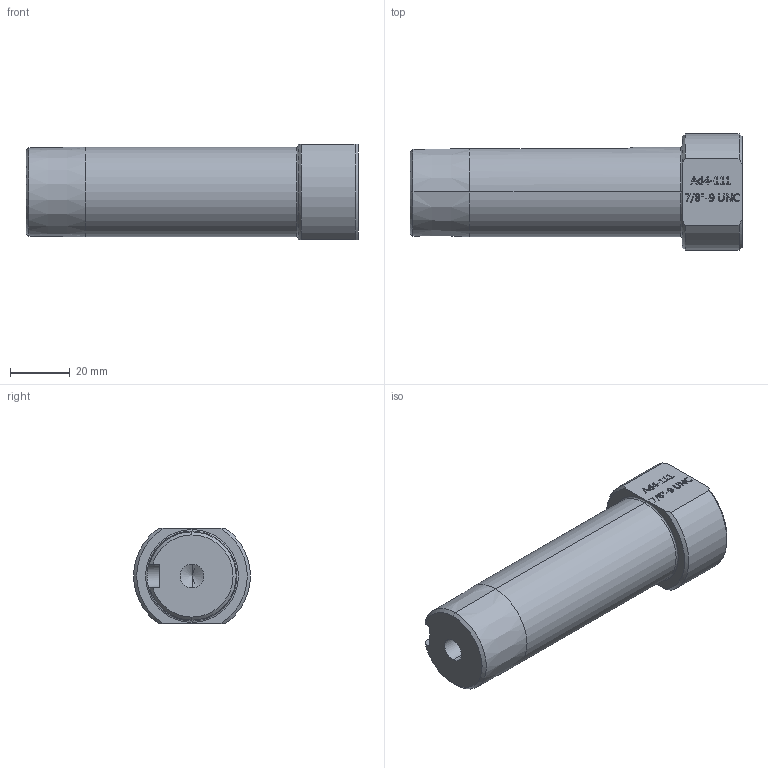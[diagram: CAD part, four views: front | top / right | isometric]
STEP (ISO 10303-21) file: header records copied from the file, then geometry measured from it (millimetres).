
FILE_DESCRIPTION (( 'STEP AP203' ), '1' );
FILE_NAME ('Ad4-111 V2-2024.7.25.STEP', '2024-07-25T06:54:52', ( '' ), ( '' ), 'SwSTEP 2.0', 'SolidWorks 2021', '' );
FILE_SCHEMA (( 'CONFIG_CONTROL_DESIGN' ));
Length unit declared in the file: millimetre
Products named in the file (1): Ad4-111 V2-2024.7.25
Bounding box: 111 x 38.85 x 32 mm (x, y, z)
Volume: 66740.5 mm3; surface area: 18825 mm2
Topology: 1 solids, 1 shells, 257 faces, 672 edges, 441 vertices
Faces by surface type: plane 149, bspline 60, cylinder 30, cone 16, torus 2
Entity records: 12640 total; most frequent: CARTESIAN_POINT 6776, ORIENTED_EDGE 1336, DIRECTION 933, EDGE_CURVE 668, VECTOR 455, LINE 455, VERTEX_POINT 441, EDGE_LOOP 285
